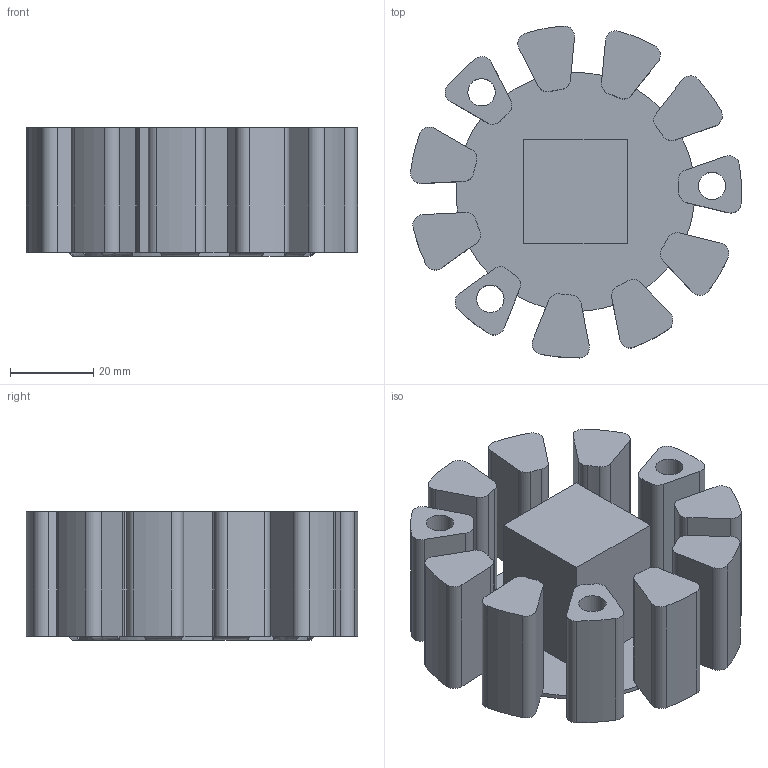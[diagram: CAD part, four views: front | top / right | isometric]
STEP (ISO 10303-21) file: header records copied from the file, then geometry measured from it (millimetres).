
FILE_DESCRIPTION(/* description */ (''),/* implementation_level */ '2;1');
FILE_NAME(/* name */ '',/* time_stamp */ '2025-10-06T15:40:31+03:00',/* author */ ('GameHD'),/* organization */ (''),/* preprocessor_version */ 'ST-DEVELOPER v20',/* originating_system */ 'Autodesk Inventor 2025',/* authorisation */ '');
FILE_SCHEMA (('AUTOMOTIVE_DESIGN { 1 0 10303 214 3 1 1 }'));
Length unit declared in the file: millimetre
Products named in the file (1): новая сиська 
2
Bounding box: 79.73 x 79.89 x 31 mm (x, y, z)
Volume: 71462.1 mm3; surface area: 28814.5 mm2
Topology: 1 solids, 1 shells, 142 faces, 404 edges, 262 vertices
Faces by surface type: cylinder 80, plane 51, torus 11
Full cylindrical faces by diameter (mm): 6.6 x3
Entity records: 4884 total; most frequent: CARTESIAN_POINT 1011, DIRECTION 851, ORIENTED_EDGE 808, EDGE_CURVE 404, AXIS2_PLACEMENT_3D 330, VERTEX_POINT 262, LINE 191, VECTOR 191
